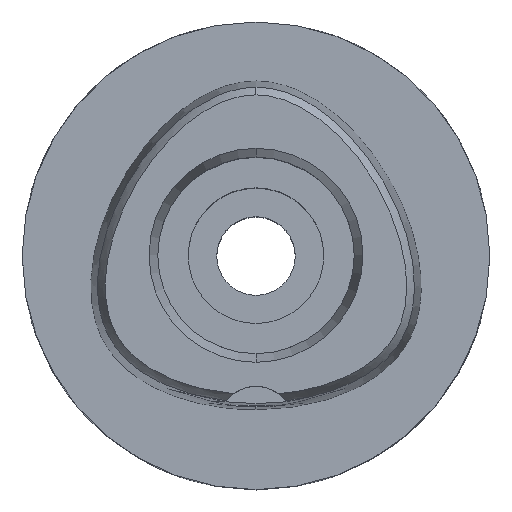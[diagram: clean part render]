
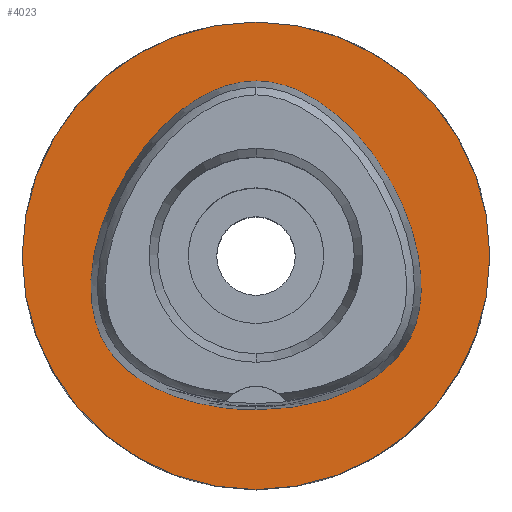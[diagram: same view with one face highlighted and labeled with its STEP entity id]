
A CAD part, top view. The second image highlights one B-rep face of the part: STEP entity #4023.
In plain terms, the highlighted planar face has unit normal (0, 0, 1).
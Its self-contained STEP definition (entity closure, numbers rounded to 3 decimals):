
#26 = CARTESIAN_POINT ( 'NONE',  ( 0., 18.695, 0. ) ) ;
#142 = FACE_BOUND ( 'NONE', #847, .T. ) ;
#208 = VERTEX_POINT ( 'NONE', #3528 ) ;
#368 = CARTESIAN_POINT ( 'NONE',  ( 0., -25., 0. ) ) ;
#465 = CIRCLE ( 'NONE', #1323, 25. ) ;
#520 = CARTESIAN_POINT ( 'NONE',  ( 0., 25., 0. ) ) ;
#574 = CARTESIAN_POINT ( 'NONE',  ( 7.968, 15.831, 0. ) ) ;
#617 = EDGE_CURVE ( 'NONE', #208, #4384, #4416, .T. ) ;
#707 = CARTESIAN_POINT ( 'NONE',  ( 0., 0., 0. ) ) ;
#710 = B_SPLINE_CURVE_WITH_KNOTS ( 'NONE', 3,
 ( #4371, #4467, #3650, #1791, #4440, #1047, #2902, #4012, #1093, #732, #2180, #4417, #4823, #4493, #3361, #1504, #4877, #1473, #4033, #2529, #2930, #3005 ),
 .UNSPECIFIED., .F., .F.,
 ( 4, 1, 1, 1, 1, 1, 1, 1, 1, 1, 1, 1, 1, 1, 1, 1, 1, 1, 1, 4 ),
 ( 0., 0.042, 0.083, 0.167, 0.25, 0.333, 0.417, 0.5, 0.542, 0.583, 0.625, 0.646, 0.667, 0.688, 0.708, 0.75, 0.792, 0.833, 0.917, 1. ),
 .UNSPECIFIED. ) ;
#732 = CARTESIAN_POINT ( 'NONE',  ( -17.711, -3.269, 0. ) ) ;
#793 = CARTESIAN_POINT ( 'NONE',  ( 11.687, -13.704, 0. ) ) ;
#847 = EDGE_LOOP ( 'NONE', ( #3210, #2942 ) ) ;
#866 = CARTESIAN_POINT ( 'NONE',  ( 4.729, 17.735, 0. ) ) ;
#958 = CARTESIAN_POINT ( 'NONE',  ( 11.466, 12.452, 0. ) ) ;
#1047 = CARTESIAN_POINT ( 'NONE',  ( -11.466, 12.452, 0. ) ) ;
#1081 = DIRECTION ( 'NONE',  ( 0., 1., 0. ) ) ;
#1093 = CARTESIAN_POINT ( 'NONE',  ( -17.498, -0.229, 0. ) ) ;
#1103 = CARTESIAN_POINT ( 'NONE',  ( 16.517, 3.703, 0. ) ) ;
#1218 = VERTEX_POINT ( 'NONE', #368 ) ;
#1270 = CARTESIAN_POINT ( 'NONE',  ( 0., 0., 0. ) ) ;
#1306 = CARTESIAN_POINT ( 'NONE',  ( 14.38, 8.302, 0. ) ) ;
#1314 = ORIENTED_EDGE ( 'NONE', *, *, #2217, .F. ) ;
#1323 = AXIS2_PLACEMENT_3D ( 'NONE', #4482, #2963, #1081 ) ;
#1473 = CARTESIAN_POINT ( 'NONE',  ( -11.687, -13.704, 0. ) ) ;
#1504 = CARTESIAN_POINT ( 'NONE',  ( -14.788, -11.282, 0. ) ) ;
#1592 = CARTESIAN_POINT ( 'NONE',  ( 17.165, -7.166, 0. ) ) ;
#1618 = CARTESIAN_POINT ( 'NONE',  ( 17.498, -0.229, 0. ) ) ;
#1655 = DIRECTION ( 'NONE',  ( 0., -1., 0. ) ) ;
#1692 = CARTESIAN_POINT ( 'NONE',  ( 0., 18.695, 0. ) ) ;
#1700 = PLANE ( 'NONE',  #4389 ) ;
#1791 = CARTESIAN_POINT ( 'NONE',  ( -4.729, 17.735, 0. ) ) ;
#1952 = CARTESIAN_POINT ( 'NONE',  ( 15.649, -10.213, 0. ) ) ;
#1967 = ORIENTED_EDGE ( 'NONE', *, *, #3254, .F. ) ;
#1980 = CARTESIAN_POINT ( 'NONE',  ( 13.507, -12.483, 0. ) ) ;
#2074 = CARTESIAN_POINT ( 'NONE',  ( 0.68, 18.695, 0. ) ) ;
#2180 = CARTESIAN_POINT ( 'NONE',  ( -17.564, -5.456, 0. ) ) ;
#2196 = EDGE_LOOP ( 'NONE', ( #1314, #1967 ) ) ;
#2207 = DIRECTION ( 'NONE',  ( 0., 0., -1. ) ) ;
#2217 = EDGE_CURVE ( 'NONE', #3461, #1218, #465, .T. ) ;
#2295 = CARTESIAN_POINT ( 'NONE',  ( 14.788, -11.282, 0. ) ) ;
#2529 = CARTESIAN_POINT ( 'NONE',  ( -5.051, -16.156, 0. ) ) ;
#2661 = CARTESIAN_POINT ( 'NONE',  ( 8.947, -15.039, 0. ) ) ;
#2751 = FACE_OUTER_BOUND ( 'NONE', #2196, .T. ) ;
#2826 = AXIS2_PLACEMENT_3D ( 'NONE', #707, #2207, #3331 ) ;
#2902 = CARTESIAN_POINT ( 'NONE',  ( -14.38, 8.302, 0. ) ) ;
#2930 = CARTESIAN_POINT ( 'NONE',  ( -1.684, -16.455, 0. ) ) ;
#2942 = ORIENTED_EDGE ( 'NONE', *, *, #617, .F. ) ;
#2963 = DIRECTION ( 'NONE',  ( 0., 0., -1. ) ) ;
#3005 = CARTESIAN_POINT ( 'NONE',  ( 0., -16.455, 0. ) ) ;
#3012 = CARTESIAN_POINT ( 'NONE',  ( 1.684, -16.455, 0. ) ) ;
#3060 = CARTESIAN_POINT ( 'NONE',  ( 16.669, -8.446, 0. ) ) ;
#3177 = EDGE_CURVE ( 'NONE', #4384, #208, #710, .T. ) ;
#3210 = ORIENTED_EDGE ( 'NONE', *, *, #3177, .F. ) ;
#3254 = EDGE_CURVE ( 'NONE', #1218, #3461, #4229, .T. ) ;
#3331 = DIRECTION ( 'NONE',  ( 0., -1., 0. ) ) ;
#3361 = CARTESIAN_POINT ( 'NONE',  ( -15.649, -10.213, 0. ) ) ;
#3447 = CARTESIAN_POINT ( 'NONE',  ( 17.711, -3.269, 0. ) ) ;
#3461 = VERTEX_POINT ( 'NONE', #520 ) ;
#3474 = CARTESIAN_POINT ( 'NONE',  ( 16.206, -9.357, 0. ) ) ;
#3528 = CARTESIAN_POINT ( 'NONE',  ( 0., -16.455, 0. ) ) ;
#3650 = CARTESIAN_POINT ( 'NONE',  ( -2.041, 18.55, 0. ) ) ;
#3803 = CARTESIAN_POINT ( 'NONE',  ( 17.564, -5.456, 0. ) ) ;
#3828 = CARTESIAN_POINT ( 'NONE',  ( 5.051, -16.156, 0. ) ) ;
#3887 = DIRECTION ( 'NONE',  ( 0., 0., -1. ) ) ;
#4012 = CARTESIAN_POINT ( 'NONE',  ( -16.517, 3.703, 0. ) ) ;
#4023 = ADVANCED_FACE ( 'NONE', ( #2751, #142 ), #1700, .F. ) ;
#4033 = CARTESIAN_POINT ( 'NONE',  ( -8.947, -15.039, 0. ) ) ;
#4142 = CARTESIAN_POINT ( 'NONE',  ( 0., -16.455, 0. ) ) ;
#4229 = CIRCLE ( 'NONE', #2826, 25. ) ;
#4279 = CARTESIAN_POINT ( 'NONE',  ( 2.041, 18.55, 0. ) ) ;
#4371 = CARTESIAN_POINT ( 'NONE',  ( 0., 18.695, 0. ) ) ;
#4384 = VERTEX_POINT ( 'NONE', #26 ) ;
#4389 = AXIS2_PLACEMENT_3D ( 'NONE', #1270, #3887, #1655 ) ;
#4416 = B_SPLINE_CURVE_WITH_KNOTS ( 'NONE', 3,
 ( #4142, #3012, #3828, #2661, #793, #1980, #2295, #1952, #3474, #3060, #1592, #3803, #3447, #1618, #1103, #1306, #958, #574, #866, #4279, #2074, #1692 ),
 .UNSPECIFIED., .F., .F.,
 ( 4, 1, 1, 1, 1, 1, 1, 1, 1, 1, 1, 1, 1, 1, 1, 1, 1, 1, 1, 4 ),
 ( 0., 0.083, 0.167, 0.208, 0.25, 0.292, 0.312, 0.333, 0.354, 0.375, 0.417, 0.458, 0.5, 0.583, 0.667, 0.75, 0.833, 0.917, 0.958, 1. ),
 .UNSPECIFIED. ) ;
#4417 = CARTESIAN_POINT ( 'NONE',  ( -17.165, -7.166, 0. ) ) ;
#4440 = CARTESIAN_POINT ( 'NONE',  ( -7.968, 15.831, 0. ) ) ;
#4467 = CARTESIAN_POINT ( 'NONE',  ( -0.68, 18.695, 0. ) ) ;
#4482 = CARTESIAN_POINT ( 'NONE',  ( 0., 0., 0. ) ) ;
#4493 = CARTESIAN_POINT ( 'NONE',  ( -16.206, -9.357, 0. ) ) ;
#4823 = CARTESIAN_POINT ( 'NONE',  ( -16.669, -8.446, 0. ) ) ;
#4877 = CARTESIAN_POINT ( 'NONE',  ( -13.507, -12.483, 0. ) ) ;
